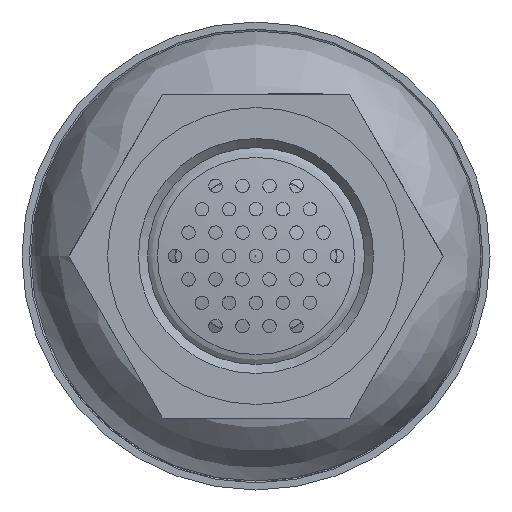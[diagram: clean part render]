
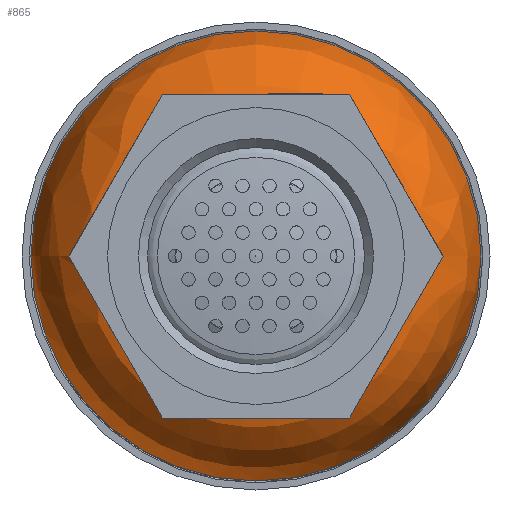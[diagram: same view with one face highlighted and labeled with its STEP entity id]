
A CAD part, left-side view. The second image highlights one B-rep face of the part: STEP entity #865.
In plain terms, the highlighted free-form (B-spline) face has degree [3, 3] with [4, 7] control points.
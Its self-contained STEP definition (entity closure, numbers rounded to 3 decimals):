
#865 = ADVANCED_FACE( '', ( #1874, #1875 ), #1876, .T. );
#1874 = FACE_OUTER_BOUND( '', #3227, .T. );
#1875 = FACE_OUTER_BOUND( '', #3228, .T. );
#1876 = ( BOUNDED_SURFACE(  )B_SPLINE_SURFACE( 3, 3, ( ( #3231, #3232, #3233, #3234, #3235, #3236, #3237 ), ( #3238, #3239, #3240, #3241, #3242, #3243, #3244 ), ( #3245, #3246, #3247, #3248, #3249, #3250, #3251 ), ( #3252, #3253, #3254, #3255, #3256, #3257, #3258 ) ), .UNSPECIFIED., .F., .T., .F. )B_SPLINE_SURFACE_WITH_KNOTS( ( 4, 4 ), ( 4, 3, 4 ), ( 0., 6.283 ), ( 0., 0.741, 1.481 ), .UNSPECIFIED. )GEOMETRIC_REPRESENTATION_ITEM(  )RATIONAL_B_SPLINE_SURFACE( ( ( 1., 0.333, 0.333, 1., 0.333, 0.333, 1. ), ( 0.825, 0.275, 0.275, 0.825, 0.275, 0.275, 0.825 ), ( 0.825, 0.275, 0.275, 0.825, 0.275, 0.275, 0.825 ), ( 1., 0.333, 0.333, 1., 0.333, 0.333, 1. ) ) )REPRESENTATION_ITEM( '' )SURFACE(  ) );
#3227 = EDGE_LOOP( '', ( #5532 ) );
#3228 = EDGE_LOOP( '', ( #5533 ) );
#3231 = CARTESIAN_POINT( '', ( -78.595, -13.161, 0. ) );
#3232 = CARTESIAN_POINT( '', ( -78.595, -13.161, 26.321 ) );
#3233 = CARTESIAN_POINT( '', ( -78.595, 13.161, 26.321 ) );
#3234 = CARTESIAN_POINT( '', ( -78.595, 13.161, 0. ) );
#3235 = CARTESIAN_POINT( '', ( -78.595, 13.161, -26.321 ) );
#3236 = CARTESIAN_POINT( '', ( -78.595, -13.161, -26.321 ) );
#3237 = CARTESIAN_POINT( '', ( -78.595, -13.161, 0. ) );
#3238 = CARTESIAN_POINT( '', ( -77.962, -20.218, 0. ) );
#3239 = CARTESIAN_POINT( '', ( -77.962, -20.218, 40.437 ) );
#3240 = CARTESIAN_POINT( '', ( -77.962, 20.218, 40.437 ) );
#3241 = CARTESIAN_POINT( '', ( -77.962, 20.218, 0. ) );
#3242 = CARTESIAN_POINT( '', ( -77.962, 20.218, -40.437 ) );
#3243 = CARTESIAN_POINT( '', ( -77.962, -20.218, -40.437 ) );
#3244 = CARTESIAN_POINT( '', ( -77.962, -20.218, 0. ) );
#3245 = CARTESIAN_POINT( '', ( -72.733, -25., 0. ) );
#3246 = CARTESIAN_POINT( '', ( -72.733, -25., 50. ) );
#3247 = CARTESIAN_POINT( '', ( -72.733, 25., 50. ) );
#3248 = CARTESIAN_POINT( '', ( -72.733, 25., 0. ) );
#3249 = CARTESIAN_POINT( '', ( -72.733, 25., -50. ) );
#3250 = CARTESIAN_POINT( '', ( -72.733, -25., -50. ) );
#3251 = CARTESIAN_POINT( '', ( -72.733, -25., 0. ) );
#3252 = CARTESIAN_POINT( '', ( -65.647, -25., 0. ) );
#3253 = CARTESIAN_POINT( '', ( -65.647, -25., 50. ) );
#3254 = CARTESIAN_POINT( '', ( -65.647, 25., 50. ) );
#3255 = CARTESIAN_POINT( '', ( -65.647, 25., 0. ) );
#3256 = CARTESIAN_POINT( '', ( -65.647, 25., -50. ) );
#3257 = CARTESIAN_POINT( '', ( -65.647, -25., -50. ) );
#3258 = CARTESIAN_POINT( '', ( -65.647, -25., 0. ) );
#5532 = ORIENTED_EDGE( '', *, *, #7977, .T. );
#5533 = ORIENTED_EDGE( '', *, *, #7670, .F. );
#7670 = EDGE_CURVE( '', #8781, #8781, #8782, .T. );
#7977 = EDGE_CURVE( '', #9272, #9272, #9273, .T. );
#8781 = VERTEX_POINT( '', #11116 );
#8782 = CIRCLE( '', #11117, 25. );
#9272 = VERTEX_POINT( '', #13144 );
#9273 = CIRCLE( '', #13145, 13.161 );
#11116 = CARTESIAN_POINT( '', ( -65.647, 25., 0. ) );
#11117 = AXIS2_PLACEMENT_3D( '', #14942, #14943, #14944 );
#13144 = CARTESIAN_POINT( '', ( -78.595, 13.161, 0. ) );
#13145 = AXIS2_PLACEMENT_3D( '', #15304, #15305, #15306 );
#14942 = CARTESIAN_POINT( '', ( -65.647, 0., 0. ) );
#14943 = DIRECTION( '', ( 1., 0., 0. ) );
#14944 = DIRECTION( '', ( 0., 1., 0. ) );
#15304 = CARTESIAN_POINT( '', ( -78.595, 0., 0. ) );
#15305 = DIRECTION( '', ( 1., 0., 0. ) );
#15306 = DIRECTION( '', ( 0., 1., 0. ) );
